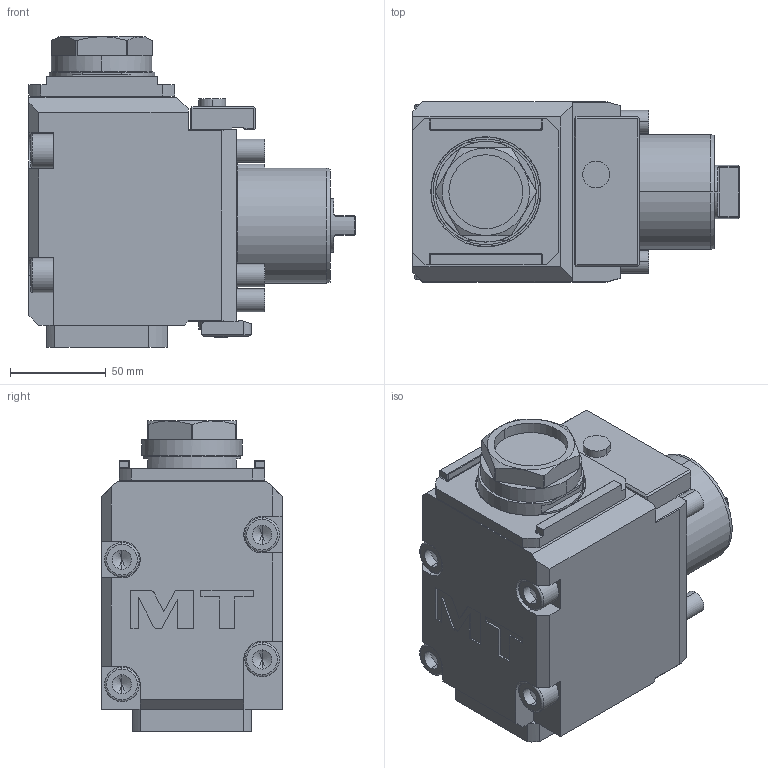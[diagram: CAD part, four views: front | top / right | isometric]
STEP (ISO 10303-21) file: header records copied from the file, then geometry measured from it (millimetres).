
FILE_DESCRIPTION((''),'2;1');
FILE_NAME('OKU0740240_CONF','2023-05-29T09:19:14',('smalpassi'),('M.T. srl'),'CREO PARAMETRIC BY PTC INC, 2021072','CREO PARAMETRIC BY PTC INC, 2021072','');
FILE_SCHEMA(('CONFIG_CONTROL_DESIGN'));
Length unit declared in the file: millimetre
Products named in the file (1): OKU0740240_CONF
Bounding box: 170 x 94 x 162 mm (x, y, z)
Volume: 1445846.4 mm3; surface area: 113112.4 mm2
Topology: 2 solids, 2 shells, 347 faces, 868 edges, 549 vertices
Faces by surface type: plane 198, cylinder 97, torus 26, cone 24, extrusion 2
Entity records: 10972 total; most frequent: CARTESIAN_POINT 2561, DIRECTION 1761, ORIENTED_EDGE 1720, EDGE_CURVE 860, AXIS2_PLACEMENT_3D 606, VECTOR 549, VERTEX_POINT 549, LINE 547
